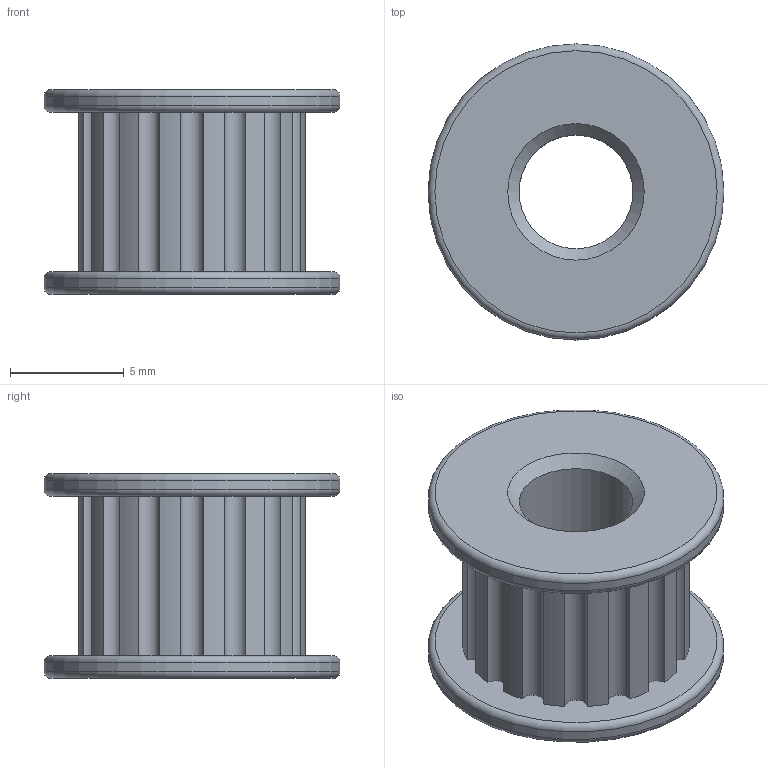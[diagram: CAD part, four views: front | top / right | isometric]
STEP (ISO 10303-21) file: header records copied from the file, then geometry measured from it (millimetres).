
FILE_DESCRIPTION(('FreeCAD Model'),'2;1');
FILE_NAME( 'polea GT2 16.step', '2017-12-05T20:14:08',('Author'),(''), 'Open CASCADE STEP processor 6.8','FreeCAD','Unknown');
FILE_SCHEMA(('AUTOMOTIVE_DESIGN_CC2 { 1 2 10303 214 -1 1 5 4 }'));
Length unit declared in the file: millimetre
Products named in the file (1): Compound001
Bounding box: 13 x 13 x 9 mm (x, y, z)
Volume: 588.2 mm3; surface area: 818.4 mm2
Topology: 1 solids, 1 shells, 45 faces, 117 edges, 76 vertices
Faces by surface type: cylinder 35, plane 4, torus 4, cone 2
Full cylindrical faces by diameter (mm): 5 x1, 13 x2
Entity records: 2893 total; most frequent: CARTESIAN_POINT 549, DIRECTION 447, ORIENTED_EDGE 234, PCURVE 234, DEFINITIONAL_REPRESENTATION 234, CIRCLE 150, AXIS2_PLACEMENT_3D 126, LINE 125
